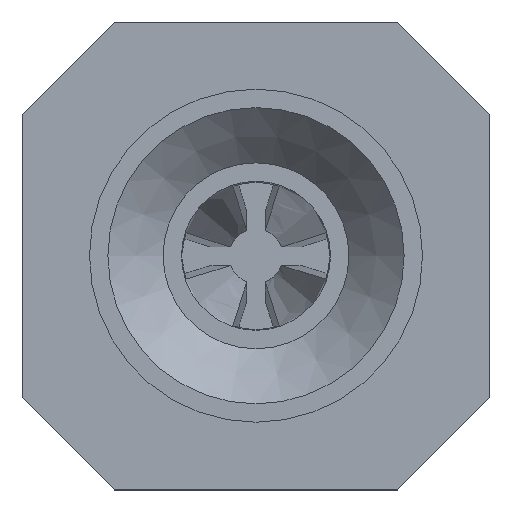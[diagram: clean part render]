
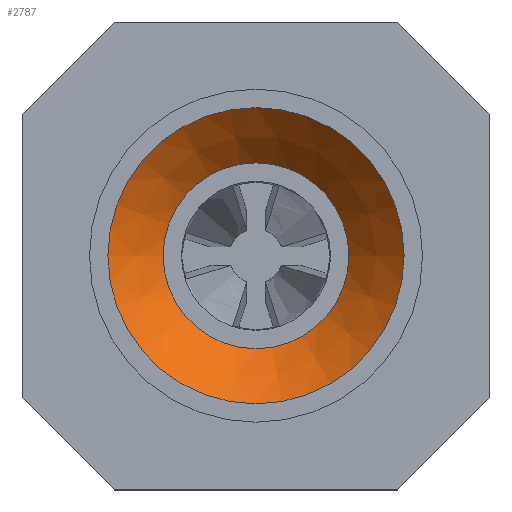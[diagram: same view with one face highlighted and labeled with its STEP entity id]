
A CAD part, top view. The second image highlights one B-rep face of the part: STEP entity #2787.
In plain terms, the highlighted conical face has half-angle 45 degrees and reference radius 0.505 mm.
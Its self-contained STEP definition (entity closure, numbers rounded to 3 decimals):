
#2719 = EDGE_CURVE('',#2720,#2720,#2722,.T.);
#2720 = VERTEX_POINT('',#2721);
#2721 = CARTESIAN_POINT('',(0.805,0.,3.7));
#2722 = SURFACE_CURVE('',#2723,(#2728,#2740),.PCURVE_S1.);
#2723 = CIRCLE('',#2724,0.805);
#2724 = AXIS2_PLACEMENT_3D('',#2725,#2726,#2727);
#2725 = CARTESIAN_POINT('',(0.,0.,3.7));
#2726 = DIRECTION('',(0.,0.,-1.));
#2727 = DIRECTION('',(1.,0.,0.));
#2728 = PCURVE('',#2729,#2734);
#2729 = PLANE('',#2730);
#2730 = AXIS2_PLACEMENT_3D('',#2731,#2732,#2733);
#2731 = CARTESIAN_POINT('',(0.905,0.,3.7));
#2732 = DIRECTION('',(0.,0.,-1.));
#2733 = DIRECTION('',(-1.,0.,0.));
#2734 = DEFINITIONAL_REPRESENTATION('',(#2735),#2739);
#2735 = CIRCLE('',#2736,0.805);
#2736 = AXIS2_PLACEMENT_2D('',#2737,#2738);
#2737 = CARTESIAN_POINT('',(0.905,0.));
#2738 = DIRECTION('',(-1.,0.));
#2739 = ( GEOMETRIC_REPRESENTATION_CONTEXT(2) 
PARAMETRIC_REPRESENTATION_CONTEXT() REPRESENTATION_CONTEXT('2D SPACE',''
  ) );
#2740 = PCURVE('',#2741,#2746);
#2741 = CONICAL_SURFACE('',#2742,0.505,0.785);
#2742 = AXIS2_PLACEMENT_3D('',#2743,#2744,#2745);
#2743 = CARTESIAN_POINT('',(0.,0.,3.4));
#2744 = DIRECTION('',(0.,0.,1.));
#2745 = DIRECTION('',(1.,0.,0.));
#2746 = DEFINITIONAL_REPRESENTATION('',(#2747),#2751);
#2747 = LINE('',#2748,#2749);
#2748 = CARTESIAN_POINT('',(0.,0.3));
#2749 = VECTOR('',#2750,1.);
#2750 = DIRECTION('',(-1.,0.));
#2751 = ( GEOMETRIC_REPRESENTATION_CONTEXT(2) 
PARAMETRIC_REPRESENTATION_CONTEXT() REPRESENTATION_CONTEXT('2D SPACE',''
  ) );
#2787 = ADVANCED_FACE('',(#2788),#2741,.F.);
#2788 = FACE_BOUND('',#2789,.F.);
#2789 = EDGE_LOOP('',(#2790,#2811,#2812,#2813));
#2790 = ORIENTED_EDGE('',*,*,#2791,.F.);
#2791 = EDGE_CURVE('',#2720,#2792,#2794,.T.);
#2792 = VERTEX_POINT('',#2793);
#2793 = CARTESIAN_POINT('',(0.505,0.,3.4));
#2794 = SEAM_CURVE('',#2795,(#2799,#2805),.PCURVE_S1.);
#2795 = LINE('',#2796,#2797);
#2796 = CARTESIAN_POINT('',(0.505,0.,3.4));
#2797 = VECTOR('',#2798,1.);
#2798 = DIRECTION('',(-0.707,0.,
    -0.707));
#2799 = PCURVE('',#2741,#2800);
#2800 = DEFINITIONAL_REPRESENTATION('',(#2801),#2804);
#2801 = B_SPLINE_CURVE_WITH_KNOTS('',1,(#2802,#2803),.UNSPECIFIED.,.F.,
  .F.,(2,2),(-0.424,0.),.PIECEWISE_BEZIER_KNOTS.);
#2802 = CARTESIAN_POINT('',(0.,0.3));
#2803 = CARTESIAN_POINT('',(0.,0.));
#2804 = ( GEOMETRIC_REPRESENTATION_CONTEXT(2) 
PARAMETRIC_REPRESENTATION_CONTEXT() REPRESENTATION_CONTEXT('2D SPACE',''
  ) );
#2805 = PCURVE('',#2741,#2806);
#2806 = DEFINITIONAL_REPRESENTATION('',(#2807),#2810);
#2807 = B_SPLINE_CURVE_WITH_KNOTS('',1,(#2808,#2809),.UNSPECIFIED.,.F.,
  .F.,(2,2),(-0.424,0.),.PIECEWISE_BEZIER_KNOTS.);
#2808 = CARTESIAN_POINT('',(-6.283,0.3));
#2809 = CARTESIAN_POINT('',(-6.283,0.));
#2810 = ( GEOMETRIC_REPRESENTATION_CONTEXT(2) 
PARAMETRIC_REPRESENTATION_CONTEXT() REPRESENTATION_CONTEXT('2D SPACE',''
  ) );
#2811 = ORIENTED_EDGE('',*,*,#2719,.T.);
#2812 = ORIENTED_EDGE('',*,*,#2791,.T.);
#2813 = ORIENTED_EDGE('',*,*,#2814,.F.);
#2814 = EDGE_CURVE('',#2792,#2792,#2815,.T.);
#2815 = SURFACE_CURVE('',#2816,(#2821,#2828),.PCURVE_S1.);
#2816 = CIRCLE('',#2817,0.505);
#2817 = AXIS2_PLACEMENT_3D('',#2818,#2819,#2820);
#2818 = CARTESIAN_POINT('',(0.,0.,3.4));
#2819 = DIRECTION('',(0.,0.,-1.));
#2820 = DIRECTION('',(1.,0.,0.));
#2821 = PCURVE('',#2741,#2822);
#2822 = DEFINITIONAL_REPRESENTATION('',(#2823),#2827);
#2823 = LINE('',#2824,#2825);
#2824 = CARTESIAN_POINT('',(0.,0.));
#2825 = VECTOR('',#2826,1.);
#2826 = DIRECTION('',(-1.,0.));
#2827 = ( GEOMETRIC_REPRESENTATION_CONTEXT(2) 
PARAMETRIC_REPRESENTATION_CONTEXT() REPRESENTATION_CONTEXT('2D SPACE',''
  ) );
#2828 = PCURVE('',#2829,#2834);
#2829 = CYLINDRICAL_SURFACE('',#2830,0.505);
#2830 = AXIS2_PLACEMENT_3D('',#2831,#2832,#2833);
#2831 = CARTESIAN_POINT('',(0.,0.,1.56));
#2832 = DIRECTION('',(0.,0.,-1.));
#2833 = DIRECTION('',(1.,0.,0.));
#2834 = DEFINITIONAL_REPRESENTATION('',(#2835),#2839);
#2835 = LINE('',#2836,#2837);
#2836 = CARTESIAN_POINT('',(-6.283,-1.84));
#2837 = VECTOR('',#2838,1.);
#2838 = DIRECTION('',(1.,0.));
#2839 = ( GEOMETRIC_REPRESENTATION_CONTEXT(2) 
PARAMETRIC_REPRESENTATION_CONTEXT() REPRESENTATION_CONTEXT('2D SPACE',''
  ) );
